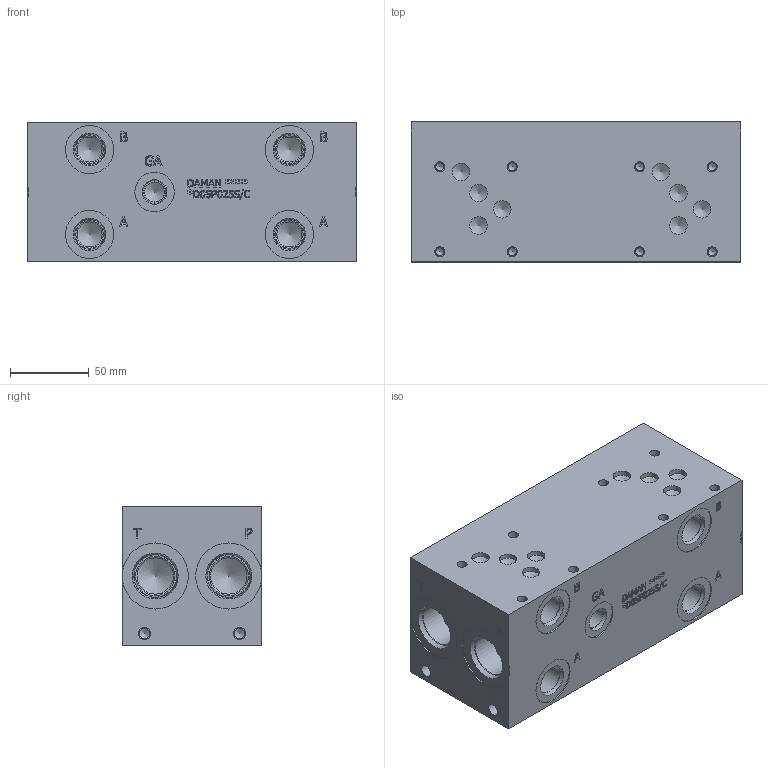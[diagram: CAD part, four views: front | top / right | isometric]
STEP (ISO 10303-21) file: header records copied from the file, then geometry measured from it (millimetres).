
FILE_DESCRIPTION(/* description */ (''),/* implementation_level */ '2;1');
FILE_NAME(/* name */ '_D05P025S_C.stp',/* time_stamp */ '2022-10-21T11:41:08-04:00',/* author */ ('mikeh'),/* organization */ (''),/* preprocessor_version */ 'ST-DEVELOPER v18',/* originating_system */ 'Autodesk Inventor 2020',/* authorisation */ '');
FILE_SCHEMA (('AUTOMOTIVE_DESIGN { 1 0 10303 214 3 1 1 }'));
Length unit declared in the file: millimetre
Products named in the file (1): Part_AD05P025S_C_3D
Bounding box: 209.55 x 88.9 x 88.9 mm (x, y, z)
Volume: 1529146.4 mm3; surface area: 115050.9 mm2
Topology: 1 solids, 1 shells, 682 faces, 1865 edges, 1263 vertices
Faces by surface type: plane 363, bspline 175, cylinder 83, cone 61
Full cylindrical faces by diameter (mm): 5.105 x8, 6.35 x8, 6.528 x4, 7.925 x4, 11.125 x8, 12.7 x1, 12.9 x1, 14.275 x1, 14.29 x1, 14.529 x1, 15.875 x4, 15.9 x1, 17.501 x4, 19.05 x4, 19.253 x4, 20.62 x1, 22.23 x1, 22.54 x1, 23.012 x4, 24.917 x4, 25.019 x1, 26.99 x2, 27 x2, 27.432 x4, 30.16 x1, 30.632 x4, 42.037 x4
Entity records: 22946 total; most frequent: CARTESIAN_POINT 6056, ORIENTED_EDGE 3670, DIRECTION 2818, EDGE_CURVE 1835, VERTEX_POINT 1263, LINE 1168, VECTOR 1168, AXIS2_PLACEMENT_3D 825
